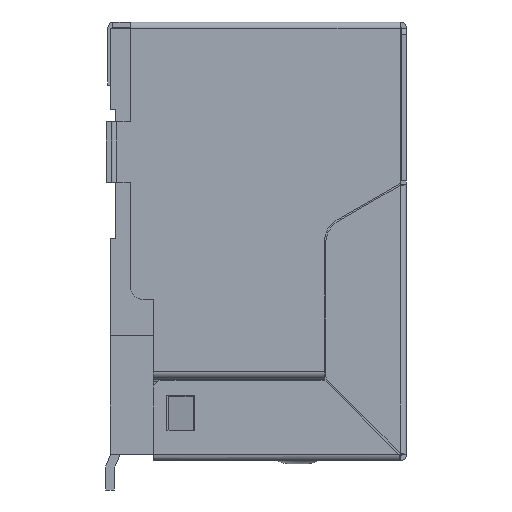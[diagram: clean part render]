
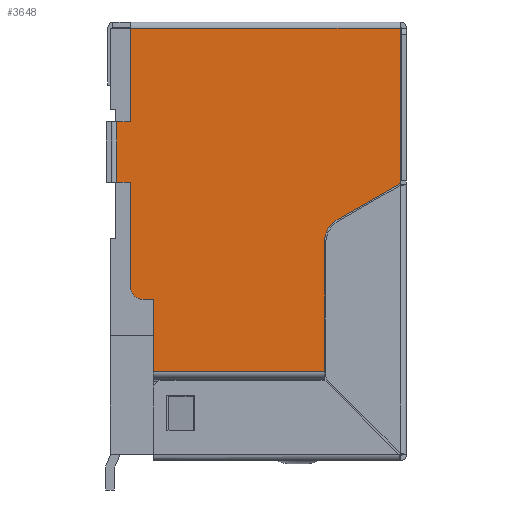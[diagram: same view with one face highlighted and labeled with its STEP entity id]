
A CAD part, left-side view. The second image highlights one B-rep face of the part: STEP entity #3648.
In plain terms, the highlighted planar face has unit normal (-1, 0, 0).
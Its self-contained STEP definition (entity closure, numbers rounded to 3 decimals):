
#211 = CARTESIAN_POINT ( 'NONE',  ( -7.869, -1.707, -13.749 ) ) ;
#270 = CARTESIAN_POINT ( 'NONE',  ( -7.869, -8.507, -6.149 ) ) ;
#695 = DIRECTION ( 'NONE',  ( 0., 1., 0. ) ) ;
#1899 = CARTESIAN_POINT ( 'NONE',  ( -7.869, -0.807, -10.249 ) ) ;
#1931 = DIRECTION ( 'NONE',  ( 0., 0., 1. ) ) ;
#1994 = DIRECTION ( 'NONE',  ( 0., 1., 0. ) ) ;
#2190 = LINE ( 'NONE', #7829, #10223 ) ;
#2861 = DIRECTION ( 'NONE',  ( 0., 1., 0. ) ) ;
#2963 = CARTESIAN_POINT ( 'NONE',  ( -7.869, -1.707, -13.614 ) ) ;
#3270 = EDGE_CURVE ( 'NONE', #8607, #22054, #8959, .T. ) ;
#3597 = CIRCLE ( 'NONE', #20342, 1. ) ;
#3648 = ADVANCED_FACE ( 'NONE', ( #20912 ), #27677, .T. ) ;
#3779 = EDGE_CURVE ( 'NONE', #36219, #24477, #4961, .T. ) ;
#3957 = EDGE_CURVE ( 'NONE', #34437, #8708, #22433, .T. ) ;
#4202 = VECTOR ( 'NONE', #2861, 1000. ) ;
#4815 = CARTESIAN_POINT ( 'NONE',  ( -7.869, -0.257, -3.709 ) ) ;
#4961 = LINE ( 'NONE', #7493, #8178 ) ;
#5408 = ORIENTED_EDGE ( 'NONE', *, *, #31453, .F. ) ;
#6505 = EDGE_CURVE ( 'NONE', #16539, #23692, #20488, .T. ) ;
#6938 = VECTOR ( 'NONE', #20807, 1000. ) ;
#7317 = VECTOR ( 'NONE', #11141, 1000. ) ;
#7493 = CARTESIAN_POINT ( 'NONE',  ( -7.869, -11.507, -13.749 ) ) ;
#7555 = VECTOR ( 'NONE', #33901, 1000. ) ;
#7639 = CARTESIAN_POINT ( 'NONE',  ( -7.869, -0.257, -3.709 ) ) ;
#7829 = CARTESIAN_POINT ( 'NONE',  ( -7.869, -0.807, -3.709 ) ) ;
#7989 = EDGE_CURVE ( 'NONE', #30502, #26600, #31691, .T. ) ;
#8053 = EDGE_CURVE ( 'NONE', #16539, #14948, #3597, .T. ) ;
#8178 = VECTOR ( 'NONE', #19514, 1000. ) ;
#8607 = VERTEX_POINT ( 'NONE', #23369 ) ;
#8708 = VERTEX_POINT ( 'NONE', #24715 ) ;
#8901 = CARTESIAN_POINT ( 'NONE',  ( -7.869, -8.507, -8.459 ) ) ;
#8959 = LINE ( 'NONE', #211, #6938 ) ;
#9003 = VECTOR ( 'NONE', #32303, 1000. ) ;
#10181 = ORIENTED_EDGE ( 'NONE', *, *, #6505, .F. ) ;
#10223 = VECTOR ( 'NONE', #1994, 1000. ) ;
#10740 = LINE ( 'NONE', #24728, #24497 ) ;
#11141 = DIRECTION ( 'NONE',  ( 0., 1., 0. ) ) ;
#11364 = EDGE_CURVE ( 'NONE', #22054, #23692, #20007, .T. ) ;
#11607 = ORIENTED_EDGE ( 'NONE', *, *, #11364, .T. ) ;
#12132 = ORIENTED_EDGE ( 'NONE', *, *, #28036, .T. ) ;
#12155 = DIRECTION ( 'NONE',  ( -1., 0., 0. ) ) ;
#12516 = EDGE_CURVE ( 'NONE', #8708, #8607, #35720, .T. ) ;
#12826 = CARTESIAN_POINT ( 'NONE',  ( -7.869, -11.507, -6.149 ) ) ;
#12852 = CARTESIAN_POINT ( 'NONE',  ( -7.869, -0.807, -6.109 ) ) ;
#14814 = EDGE_CURVE ( 'NONE', #14948, #24477, #10740, .T. ) ;
#14948 = VERTEX_POINT ( 'NONE', #38087 ) ;
#15008 = EDGE_CURVE ( 'NONE', #29935, #24890, #2190, .T. ) ;
#15223 = DIRECTION ( 'NONE',  ( 0., 0., -1. ) ) ;
#16055 = ORIENTED_EDGE ( 'NONE', *, *, #15008, .T. ) ;
#16183 = DIRECTION ( 'NONE',  ( 0., -0.866, 0.5 ) ) ;
#16539 = VERTEX_POINT ( 'NONE', #8901 ) ;
#16551 = ORIENTED_EDGE ( 'NONE', *, *, #3957, .T. ) ;
#17919 = VECTOR ( 'NONE', #36935, 1000. ) ;
#17990 = EDGE_CURVE ( 'NONE', #36219, #18551, #30015, .T. ) ;
#18160 = ORIENTED_EDGE ( 'NONE', *, *, #31032, .F. ) ;
#18551 = VERTEX_POINT ( 'NONE', #34739 ) ;
#18900 = LINE ( 'NONE', #7639, #17919 ) ;
#18976 = LINE ( 'NONE', #37396, #7555 ) ;
#19514 = DIRECTION ( 'NONE',  ( 0., 0., -1. ) ) ;
#20007 = LINE ( 'NONE', #31835, #32747 ) ;
#20024 = CARTESIAN_POINT ( 'NONE',  ( -7.869, -0.807, -10.749 ) ) ;
#20342 = AXIS2_PLACEMENT_3D ( 'NONE', #35558, #23732, #38283 ) ;
#20488 = LINE ( 'NONE', #270, #9003 ) ;
#20807 = DIRECTION ( 'NONE',  ( 0., 0., -1. ) ) ;
#20912 = FACE_OUTER_BOUND ( 'NONE', #23314, .T. ) ;
#21618 = CARTESIAN_POINT ( 'NONE',  ( -7.869, -1.307, -10.249 ) ) ;
#21666 = CARTESIAN_POINT ( 'NONE',  ( -7.869, -0.807, 0.051 ) ) ;
#21820 = AXIS2_PLACEMENT_3D ( 'NONE', #21618, #23766, #15223 ) ;
#22054 = VERTEX_POINT ( 'NONE', #2963 ) ;
#22232 = CARTESIAN_POINT ( 'NONE',  ( -7.869, -0.257, -6.109 ) ) ;
#22259 = ORIENTED_EDGE ( 'NONE', *, *, #14814, .T. ) ;
#22320 = CARTESIAN_POINT ( 'NONE',  ( -7.869, -0.807, 0.051 ) ) ;
#22433 = CIRCLE ( 'NONE', #21820, 0.5 ) ;
#22689 = LINE ( 'NONE', #22320, #26734 ) ;
#23314 = EDGE_LOOP ( 'NONE', ( #26043, #5408, #16055, #12132, #32093, #18160, #16551, #28465, #32285, #11607, #10181, #27601, #22259, #29035 ) ) ;
#23369 = CARTESIAN_POINT ( 'NONE',  ( -7.869, -1.707, -10.749 ) ) ;
#23648 = AXIS2_PLACEMENT_3D ( 'NONE', #21666, #12155, #695 ) ;
#23692 = VERTEX_POINT ( 'NONE', #37748 ) ;
#23732 = DIRECTION ( 'NONE',  ( 1., 0., 0. ) ) ;
#23766 = DIRECTION ( 'NONE',  ( -1., 0., 0. ) ) ;
#24477 = VERTEX_POINT ( 'NONE', #12826 ) ;
#24497 = VECTOR ( 'NONE', #16183, 1000. ) ;
#24715 = CARTESIAN_POINT ( 'NONE',  ( -7.869, -1.307, -10.749 ) ) ;
#24728 = CARTESIAN_POINT ( 'NONE',  ( -7.869, -8.507, -7.881 ) ) ;
#24890 = VERTEX_POINT ( 'NONE', #4815 ) ;
#25490 = CARTESIAN_POINT ( 'NONE',  ( -7.869, -0.807, -6.109 ) ) ;
#25635 = DIRECTION ( 'NONE',  ( 0., -1., 0. ) ) ;
#26043 = ORIENTED_EDGE ( 'NONE', *, *, #17990, .T. ) ;
#26055 = DIRECTION ( 'NONE',  ( 0., -1., 0. ) ) ;
#26159 = CARTESIAN_POINT ( 'NONE',  ( -7.869, -0.807, 0.001 ) ) ;
#26600 = VERTEX_POINT ( 'NONE', #22232 ) ;
#26734 = VECTOR ( 'NONE', #1931, 1000. ) ;
#27601 = ORIENTED_EDGE ( 'NONE', *, *, #8053, .T. ) ;
#27677 = PLANE ( 'NONE',  #23648 ) ;
#27750 = CARTESIAN_POINT ( 'NONE',  ( -7.869, -0.807, -3.709 ) ) ;
#28036 = EDGE_CURVE ( 'NONE', #24890, #26600, #18900, .T. ) ;
#28465 = ORIENTED_EDGE ( 'NONE', *, *, #12516, .T. ) ;
#29035 = ORIENTED_EDGE ( 'NONE', *, *, #3779, .F. ) ;
#29935 = VERTEX_POINT ( 'NONE', #27750 ) ;
#30015 = LINE ( 'NONE', #26159, #4202 ) ;
#30305 = VECTOR ( 'NONE', #26055, 1000. ) ;
#30502 = VERTEX_POINT ( 'NONE', #12852 ) ;
#31032 = EDGE_CURVE ( 'NONE', #34437, #30502, #22689, .T. ) ;
#31453 = EDGE_CURVE ( 'NONE', #29935, #18551, #18976, .T. ) ;
#31691 = LINE ( 'NONE', #25490, #7317 ) ;
#31835 = CARTESIAN_POINT ( 'NONE',  ( -7.869, 32.293, -13.614 ) ) ;
#32093 = ORIENTED_EDGE ( 'NONE', *, *, #7989, .F. ) ;
#32285 = ORIENTED_EDGE ( 'NONE', *, *, #3270, .T. ) ;
#32303 = DIRECTION ( 'NONE',  ( 0., 0., -1. ) ) ;
#32747 = VECTOR ( 'NONE', #25635, 1000. ) ;
#33901 = DIRECTION ( 'NONE',  ( 0., 0., 1. ) ) ;
#34220 = CARTESIAN_POINT ( 'NONE',  ( -7.869, -11.507, 0.001 ) ) ;
#34437 = VERTEX_POINT ( 'NONE', #1899 ) ;
#34739 = CARTESIAN_POINT ( 'NONE',  ( -7.869, -0.807, 0.001 ) ) ;
#35558 = CARTESIAN_POINT ( 'NONE',  ( -7.869, -9.507, -8.459 ) ) ;
#35720 = LINE ( 'NONE', #20024, #30305 ) ;
#36219 = VERTEX_POINT ( 'NONE', #34220 ) ;
#36935 = DIRECTION ( 'NONE',  ( 0., 0., -1. ) ) ;
#37396 = CARTESIAN_POINT ( 'NONE',  ( -7.869, -0.807, 0.051 ) ) ;
#37748 = CARTESIAN_POINT ( 'NONE',  ( -7.869, -8.507, -13.614 ) ) ;
#38087 = CARTESIAN_POINT ( 'NONE',  ( -7.869, -9.007, -7.593 ) ) ;
#38283 = DIRECTION ( 'NONE',  ( 0., 0., -1. ) ) ;
